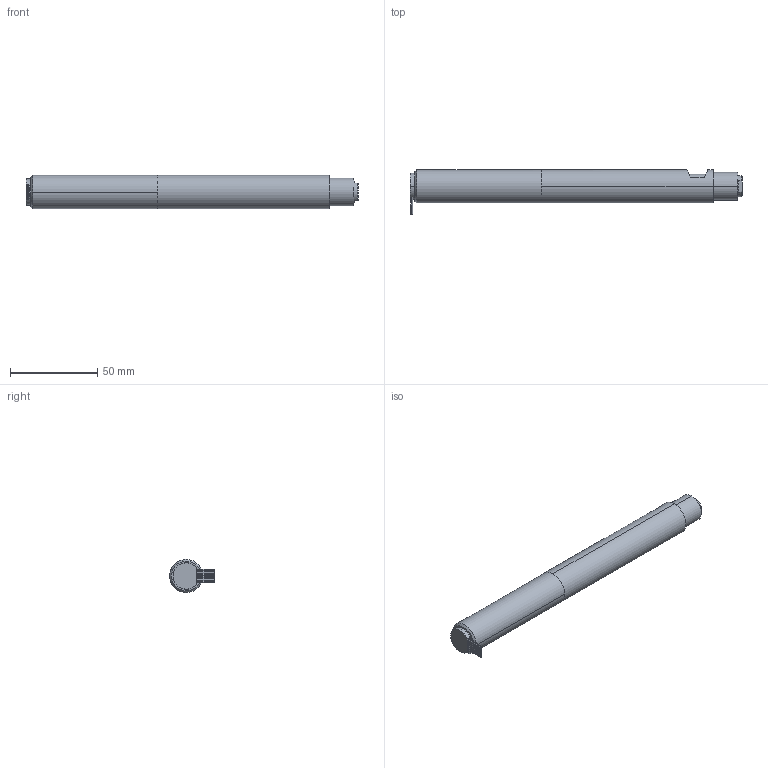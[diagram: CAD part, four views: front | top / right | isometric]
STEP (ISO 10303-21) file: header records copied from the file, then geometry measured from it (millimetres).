
FILE_DESCRIPTION (( 'STEP AP203' ), '1' );
FILE_NAME ('M-227.50.STEP', '2014-02-07T10:21:11', ( 'test' ), ( '' ), 'SwSTEP 2.0', 'SolidWorks 2012', '' );
FILE_SCHEMA (( 'CONFIG_CONTROL_DESIGN' ));
Length unit declared in the file: millimetre
Products named in the file (1): M-227.50
Bounding box: 189.75 x 25.5 x 19 mm (x, y, z)
Volume: 47341.6 mm3; surface area: 18962.2 mm2
Topology: 4 solids, 5 shells, 121 faces, 275 edges, 176 vertices
Faces by surface type: cylinder 64, plane 47, cone 10
Entity records: 3638 total; most frequent: CARTESIAN_POINT 739, DIRECTION 637, ORIENTED_EDGE 550, EDGE_CURVE 275, AXIS2_PLACEMENT_3D 256, VERTEX_POINT 176, EDGE_LOOP 139, CIRCLE 134
